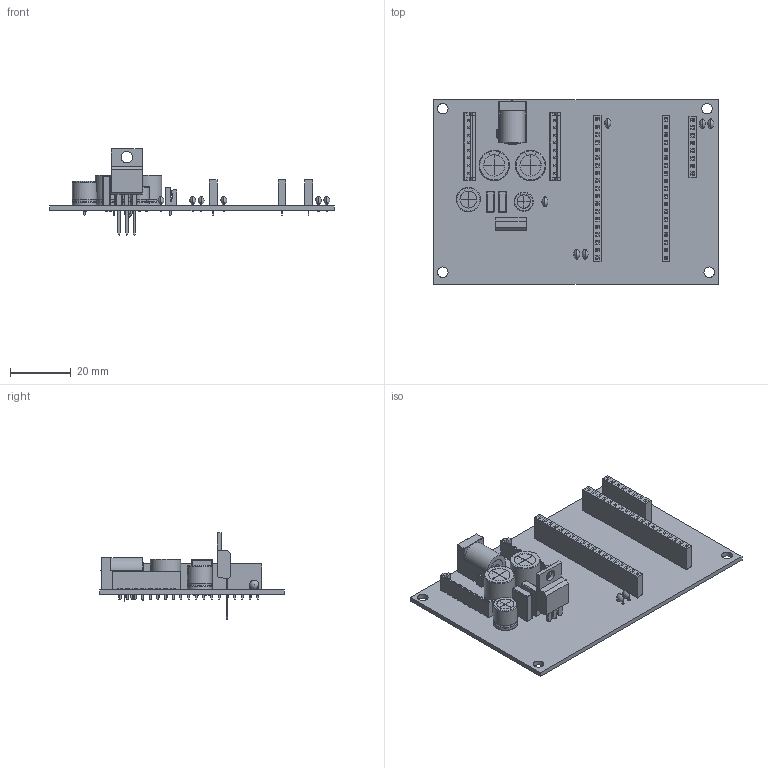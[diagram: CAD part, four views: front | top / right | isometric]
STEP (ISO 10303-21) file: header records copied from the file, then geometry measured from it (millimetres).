
FILE_DESCRIPTION(('KiCad electronic assembly'),'2;1');
FILE_NAME('mainboard.step','2025-09-02T15:32:54',('Pcbnew'),('Kicad'), 'Open CASCADE STEP processor 7.6','KiCad to STEP converter','Unknown' );
FILE_SCHEMA(('AUTOMOTIVE_DESIGN { 1 0 10303 214 1 1 1 1 }'));
Length unit declared in the file: millimetre
Products named in the file (12): mainboard 1; CP_Radial_D8.0mm_P3.50mm; C_Disc_D3.0mm_W2.0mm_P2.50mm; PinSocket_1x19_P2.54mm_Vertical; C_Rect_L7.0mm_W2.5mm_P5.00mm; CP_Radial_D6.3mm_P2.50mm; CP_Radial_D10.0mm_P5.00mm; BarrelJack_Horizontal; JST_EH_B8B-EH-A_1x08_P2.50mm_Vertical; TO-220-3_Vertical; PinSocket_1x08_P2.54mm_Vertical; PCB_PCB
Assembly tree (20 placements, depth 2):
  mainboard 1
    CP_Radial_D8.0mm_P3.50mm
    C_Disc_D3.0mm_W2.0mm_P2.50mm  x6
    PinSocket_1x19_P2.54mm_Vertical  x2
    C_Rect_L7.0mm_W2.5mm_P5.00mm  x2
    CP_Radial_D6.3mm_P2.50mm
    CP_Radial_D10.0mm_P5.00mm  x2
    BarrelJack_Horizontal
    JST_EH_B8B-EH-A_1x08_P2.50mm_Vertical  x2
    TO-220-3_Vertical
    PinSocket_1x08_P2.54mm_Vertical
    PCB_PCB
Bounding box: 94 x 61 x 28.52 mm (x, y, z)
Volume: 14960.8 mm3; surface area: 21865.2 mm2
Topology: 24 solids, 28 shells, 2200 faces, 5654 edges, 3628 vertices
Faces by surface type: plane 1877, cylinder 236, revolution 30, sphere 25, bspline 22, torus 8, extrusion 2
Full cylindrical faces by diameter (mm): 0.5 x20, 0.7 x4, 0.8 x20, 0.95 x16, 1 x52, 1.1 x3, 1.5 x2, 2 x2, 3.5 x4, 3.735 x1, 6.3 x1
Entity records: 43151 total; most frequent: CARTESIAN_POINT 9509, ORIENTED_EDGE 6950, DIRECTION 6522, EDGE_CURVE 3475, VECTOR 2966, LINE 2964, VERTEX_POINT 2243, AXIS2_PLACEMENT_3D 1770
